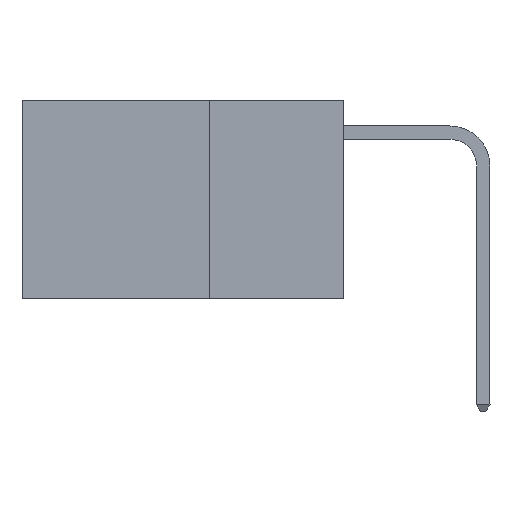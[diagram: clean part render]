
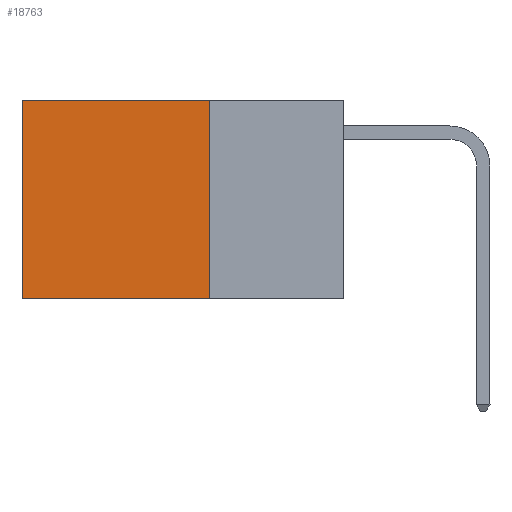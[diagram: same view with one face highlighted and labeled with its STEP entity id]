
A CAD part, left-side view. The second image highlights one B-rep face of the part: STEP entity #18763.
In plain terms, the highlighted planar face has unit normal (-1, 0, 0).
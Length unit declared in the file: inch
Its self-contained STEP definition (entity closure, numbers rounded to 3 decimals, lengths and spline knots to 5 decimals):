
#446 = DIRECTION ( 'NONE',  ( 0., 1., 0. ) ) ;
#1043 = VERTEX_POINT ( 'NONE', #22687 ) ;
#1484 = VERTEX_POINT ( 'NONE', #14656 ) ;
#3081 = EDGE_CURVE ( 'NONE', #20262, #1484, #6633, .T. ) ;
#4071 = VECTOR ( 'NONE', #12847, 39.37008 ) ;
#5206 = ORIENTED_EDGE ( 'NONE', *, *, #21443, .F. ) ;
#5681 = EDGE_LOOP ( 'NONE', ( #14530, #5206, #12440, #23634 ) ) ;
#6633 = LINE ( 'NONE', #23074, #11690 ) ;
#7278 = DIRECTION ( 'NONE',  ( 1., 0., 0. ) ) ;
#9023 = CARTESIAN_POINT ( 'NONE',  ( 0.2625, 0.25, 0. ) ) ;
#9195 = LINE ( 'NONE', #9023, #4071 ) ;
#9737 = CARTESIAN_POINT ( 'NONE',  ( 0.2625, 0.25, -0.37 ) ) ;
#11511 = EDGE_CURVE ( 'NONE', #20262, #1043, #9195, .T. ) ;
#11690 = VECTOR ( 'NONE', #446, 39.37008 ) ;
#12440 = ORIENTED_EDGE ( 'NONE', *, *, #11511, .F. ) ;
#12847 = DIRECTION ( 'NONE',  ( 0., 0., -1. ) ) ;
#13309 = LINE ( 'NONE', #19393, #17669 ) ;
#13865 = DIRECTION ( 'NONE',  ( 0., 0., -1. ) ) ;
#14088 = VECTOR ( 'NONE', #20935, 39.37008 ) ;
#14530 = ORIENTED_EDGE ( 'NONE', *, *, #15105, .T. ) ;
#14656 = CARTESIAN_POINT ( 'NONE',  ( 0.2625, 0.6, 0. ) ) ;
#14808 = CARTESIAN_POINT ( 'NONE',  ( 0.2625, 0.25, 0. ) ) ;
#15105 = EDGE_CURVE ( 'NONE', #1484, #22358, #13309, .T. ) ;
#16589 = FACE_OUTER_BOUND ( 'NONE', #5681, .T. ) ;
#16675 = PLANE ( 'NONE',  #19281 ) ;
#17669 = VECTOR ( 'NONE', #13865, 39.37008 ) ;
#18763 = ADVANCED_FACE ( 'NONE', ( #16589 ), #16675, .F. ) ;
#19281 = AXIS2_PLACEMENT_3D ( 'NONE', #14808, #7278, #20391 ) ;
#19393 = CARTESIAN_POINT ( 'NONE',  ( 0.2625, 0.6, 0. ) ) ;
#20262 = VERTEX_POINT ( 'NONE', #21053 ) ;
#20391 = DIRECTION ( 'NONE',  ( 0., 0., -1. ) ) ;
#20935 = DIRECTION ( 'NONE',  ( 0., 1., 0. ) ) ;
#21053 = CARTESIAN_POINT ( 'NONE',  ( 0.2625, 0.25, 0. ) ) ;
#21443 = EDGE_CURVE ( 'NONE', #1043, #22358, #23917, .T. ) ;
#22326 = CARTESIAN_POINT ( 'NONE',  ( 0.2625, 0.6, -0.37 ) ) ;
#22358 = VERTEX_POINT ( 'NONE', #22326 ) ;
#22687 = CARTESIAN_POINT ( 'NONE',  ( 0.2625, 0.25, -0.37 ) ) ;
#23074 = CARTESIAN_POINT ( 'NONE',  ( 0.2625, 0.25, 0. ) ) ;
#23634 = ORIENTED_EDGE ( 'NONE', *, *, #3081, .T. ) ;
#23917 = LINE ( 'NONE', #9737, #14088 ) ;
